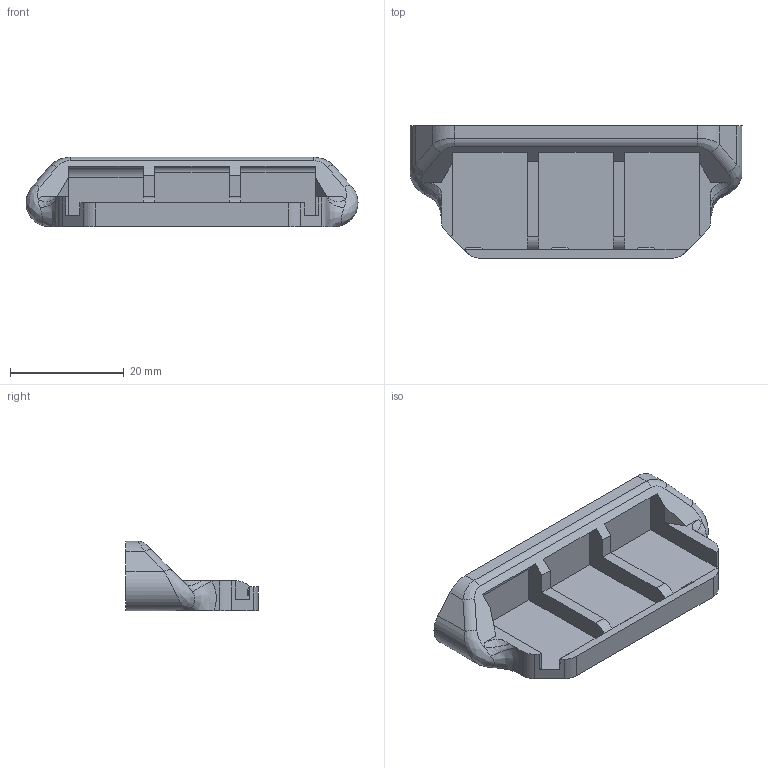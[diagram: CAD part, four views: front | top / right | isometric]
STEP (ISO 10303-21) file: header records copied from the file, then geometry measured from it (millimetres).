
FILE_DESCRIPTION(/* description */ (''),/* implementation_level */ '2;1');
FILE_NAME(/* name */ 'Aliexpress Clone Wago 221-412 3x2 Kirigami mount v4.step',/* time_stamp */ '2023-06-18T15:08:36+12:00',/* author */ (''),/* organization */ (''),/* preprocessor_version */ 'ST-DEVELOPER v19.2',/* originating_system */ 'Autodesk Translation Framework v12.6.0.85',/* authorisation */ '');
FILE_SCHEMA (('AUTOMOTIVE_DESIGN { 1 0 10303 214 3 1 1 }'));
Length unit declared in the file: millimetre
Products named in the file (1): Aliexpress Clone Wago 221-412 3x2 Kirigami mount
Bounding box: 58.4 x 23.25 x 12.2 mm (x, y, z)
Volume: 5047.9 mm3; surface area: 4713.7 mm2
Topology: 1 solids, 1 shells, 96 faces, 255 edges, 164 vertices
Faces by surface type: plane 62, cylinder 20, bspline 10, cone 4
Full cylindrical faces by diameter (mm): 3.6 x2, 4.8 x2
Entity records: 3411 total; most frequent: CARTESIAN_POINT 964, ORIENTED_EDGE 506, DIRECTION 465, EDGE_CURVE 253, LINE 187, VECTOR 187, VERTEX_POINT 164, AXIS2_PLACEMENT_3D 139
